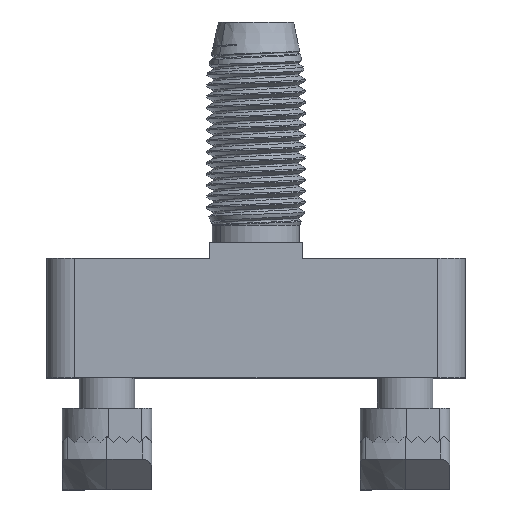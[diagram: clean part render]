
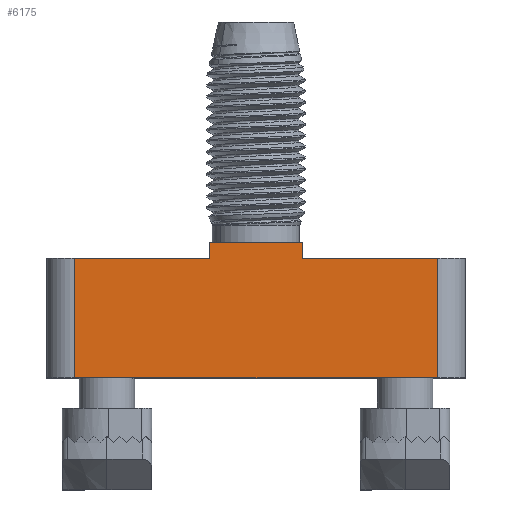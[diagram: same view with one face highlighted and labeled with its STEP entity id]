
A CAD part, top view. The second image highlights one B-rep face of the part: STEP entity #6175.
In plain terms, the highlighted face is planar.
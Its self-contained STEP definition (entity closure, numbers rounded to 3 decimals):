
#242=PLANE('',#6845);
#755=FACE_OUTER_BOUND('',#1121,.T.);
#1121=EDGE_LOOP('',(#5371,#5372,#5373,#5374,#5375,#5376,#5377,#5378));
#1639=LINE('',#14377,#2084);
#1674=LINE('',#14538,#2119);
#1703=LINE('',#14783,#2148);
#1705=LINE('',#14853,#2150);
#1706=LINE('',#14855,#2151);
#1707=LINE('',#14857,#2152);
#1708=LINE('',#14859,#2153);
#1709=LINE('',#14860,#2154);
#2084=VECTOR('',#8091,39.25);
#2119=VECTOR('',#8216,12.9);
#2148=VECTOR('',#8295,12.9);
#2150=VECTOR('',#8305,14.625);
#2151=VECTOR('',#8306,1.7);
#2152=VECTOR('',#8307,10.);
#2153=VECTOR('',#8308,1.7);
#2154=VECTOR('',#8309,14.625);
#2911=VERTEX_POINT('',#14374);
#2912=VERTEX_POINT('',#14376);
#2969=VERTEX_POINT('',#14537);
#3006=VERTEX_POINT('',#14781);
#3010=VERTEX_POINT('',#14852);
#3011=VERTEX_POINT('',#14854);
#3012=VERTEX_POINT('',#14856);
#3013=VERTEX_POINT('',#14858);
#3695=EDGE_CURVE('',#2911,#2912,#1639,.T.);
#3766=EDGE_CURVE('',#2969,#2912,#1674,.T.);
#3818=EDGE_CURVE('',#3006,#2911,#1703,.T.);
#3824=EDGE_CURVE('',#3006,#3010,#1705,.T.);
#3825=EDGE_CURVE('',#3011,#3010,#1706,.T.);
#3826=EDGE_CURVE('',#3012,#3011,#1707,.T.);
#3827=EDGE_CURVE('',#3012,#3013,#1708,.T.);
#3828=EDGE_CURVE('',#3013,#2969,#1709,.T.);
#5371=ORIENTED_EDGE('',*,*,#3695,.F.);
#5372=ORIENTED_EDGE('',*,*,#3818,.F.);
#5373=ORIENTED_EDGE('',*,*,#3824,.T.);
#5374=ORIENTED_EDGE('',*,*,#3825,.F.);
#5375=ORIENTED_EDGE('',*,*,#3826,.F.);
#5376=ORIENTED_EDGE('',*,*,#3827,.T.);
#5377=ORIENTED_EDGE('',*,*,#3828,.T.);
#5378=ORIENTED_EDGE('',*,*,#3766,.T.);
#6175=ADVANCED_FACE('',(#755),#242,.T.);
#6845=AXIS2_PLACEMENT_3D('',#14851,#8303,#8304);
#8091=DIRECTION('',(-1.,0.,0.));
#8216=DIRECTION('',(0.,0.,1.));
#8295=DIRECTION('',(0.,0.,1.));
#8303=DIRECTION('center_axis',(0.,1.,0.));
#8304=DIRECTION('ref_axis',(0.,0.,1.));
#8305=DIRECTION('',(-1.,0.,0.));
#8306=DIRECTION('',(0.,0.,1.));
#8307=DIRECTION('',(1.,0.,0.));
#8308=DIRECTION('',(0.,0.,1.));
#8309=DIRECTION('',(-1.,0.,0.));
#14374=CARTESIAN_POINT('',(19.625,22.625,0.));
#14376=CARTESIAN_POINT('',(-19.625,22.625,0.));
#14377=CARTESIAN_POINT('',(19.625,22.625,0.));
#14537=CARTESIAN_POINT('',(-19.625,22.625,-12.9));
#14538=CARTESIAN_POINT('',(-19.625,22.625,-12.9));
#14781=CARTESIAN_POINT('',(19.625,22.625,-12.9));
#14783=CARTESIAN_POINT('',(19.625,22.625,-12.9));
#14851=CARTESIAN_POINT('Origin',(-19.625,22.625,-12.9));
#14852=CARTESIAN_POINT('',(5.,22.625,-12.9));
#14853=CARTESIAN_POINT('',(19.625,22.625,-12.9));
#14854=CARTESIAN_POINT('',(5.,22.625,-14.6));
#14855=CARTESIAN_POINT('',(5.,22.625,-14.6));
#14856=CARTESIAN_POINT('',(-5.,22.625,-14.6));
#14857=CARTESIAN_POINT('',(-5.,22.625,-14.6));
#14858=CARTESIAN_POINT('',(-5.,22.625,-12.9));
#14859=CARTESIAN_POINT('',(-5.,22.625,-14.6));
#14860=CARTESIAN_POINT('',(-5.,22.625,-12.9));
